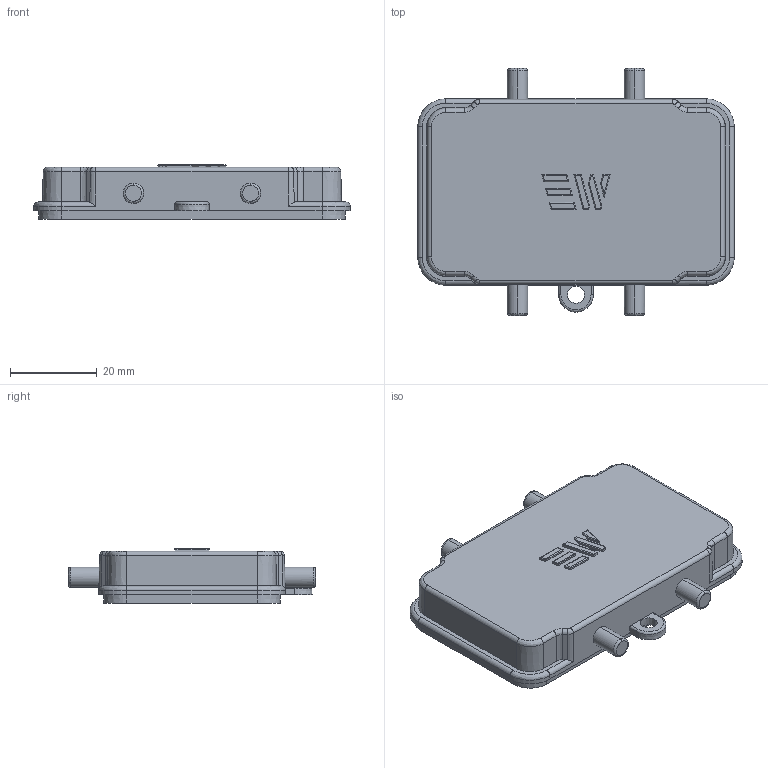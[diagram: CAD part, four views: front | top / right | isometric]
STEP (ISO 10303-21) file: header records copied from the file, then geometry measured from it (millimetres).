
FILE_DESCRIPTION (( 'STEP AP203' ), '1' );
FILE_NAME ('29650.step', '2025-02-12T17:36:31', ( '' ), ( '' ), 'SwSTEP 2.0', 'SolidWorks 2024', '' );
FILE_SCHEMA (( 'CONFIG_CONTROL_DESIGN' ));
Length unit declared in the file: inch
Products named in the file (1): 29650
Bounding box: 73 x 57 x 12.6 mm (x, y, z)
Volume: 10770.5 mm3; surface area: 11047.5 mm2
Topology: 1 solids, 1 shells, 223 faces, 534 edges, 325 vertices
Faces by surface type: plane 80, cylinder 67, cone 39, bspline 33, torus 4
Entity records: 7118 total; most frequent: CARTESIAN_POINT 2116, ORIENTED_EDGE 1068, DIRECTION 982, EDGE_CURVE 534, AXIS2_PLACEMENT_3D 339, VERTEX_POINT 325, VECTOR 304, LINE 304
